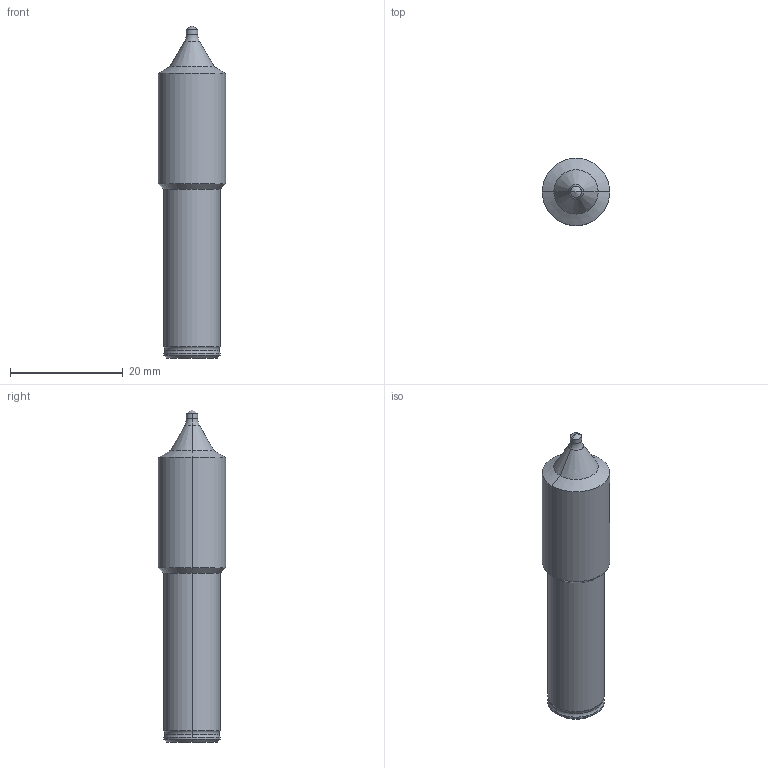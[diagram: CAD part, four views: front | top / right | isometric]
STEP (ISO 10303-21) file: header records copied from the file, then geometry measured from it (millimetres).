
FILE_DESCRIPTION (( 'STEP AP214' ), '1' );
FILE_NAME ('99616-IC08-10F_I9MTA0200.STEP', '2017-03-08T01:10:28', ( 'User' ), ( 'GENUINE' ), 'SwSTEP 2.0', 'SolidWorks 2012', '' );
FILE_SCHEMA (( 'AUTOMOTIVE_DESIGN' ));
Length unit declared in the file: millimetre
Products named in the file (1): 99616-IC08-10F_I9MTA0200
Bounding box: 12 x 12 x 59 mm (x, y, z)
Volume: 4864.3 mm3; surface area: 1978.8 mm2
Topology: 1 solids, 1 shells, 25 faces, 50 edges, 25 vertices
Faces by surface type: cone 10, cylinder 8, torus 6, plane 1
Entity records: 746 total; most frequent: DIRECTION 130, CARTESIAN_POINT 99, ORIENTED_EDGE 96, AXIS2_PLACEMENT_3D 56, EDGE_CURVE 48, CIRCLE 30, ADVANCED_FACE 25, EDGE_LOOP 25
